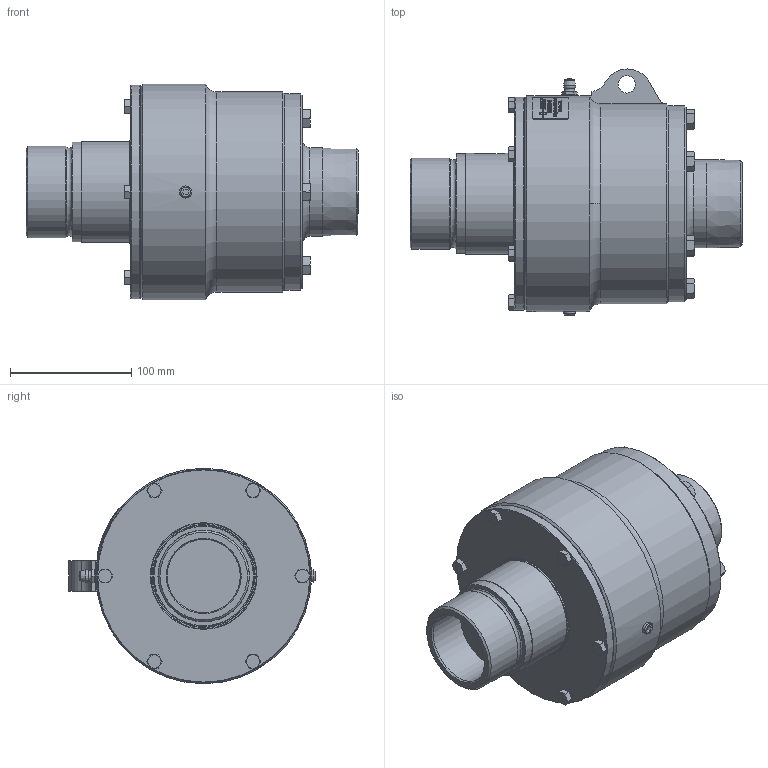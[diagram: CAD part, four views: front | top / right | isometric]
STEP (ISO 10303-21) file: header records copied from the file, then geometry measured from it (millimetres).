
FILE_DESCRIPTION(/* description */ (''),/* implementation_level */ '2;1');
FILE_NAME(/* name */ '6250-066-121-IC.stp',/* time_stamp */ '2020-05-21T10:13:04-05:00',/* author */ ('dyurkovich'),/* organization */ (''),/* preprocessor_version */ 'ST-DEVELOPER v18',/* originating_system */ 'Autodesk Inventor 2020',/* authorisation */ '');
FILE_SCHEMA (('AUTOMOTIVE_DESIGN { 1 0 10303 214 3 1 1 }'));
Products named in the file (1): 6250-066-121-IC
Bounding box: 273.78 x 202.9 x 177.8 mm (x, y, z)
Volume: 3653939.6 mm3; surface area: 203618.9 mm2
Topology: 2 solids, 11 shells, 1188 faces, 3113 edges, 2038 vertices
Faces by surface type: plane 450, bspline 430, cylinder 157, cone 131, torus 18, sphere 2
Full cylindrical faces by diameter (mm): 4.978 x6, 5 x1, 6.35 x6, 7 x6, 7.95 x2, 9.525 x6, 10.287 x1, 10.3 x6, 11.125 x6, 14.275 x6, 14.3 x1, 60.3 x2, 73.025 x1, 75.2 x1, 82 x1, 83.3 x1, 84.96 x1, 87 x1, 155.612 x1, 161.9 x1, 165.1 x1, 176 x1, 177.8 x1
Entity records: 132998 total; most frequent: CARTESIAN_POINT 105521, ORIENTED_EDGE 6208, DIRECTION 4667, EDGE_CURVE 3104, VERTEX_POINT 2039, AXIS2_PLACEMENT_3D 1717, EDGE_LOOP 1315, LINE 1233
